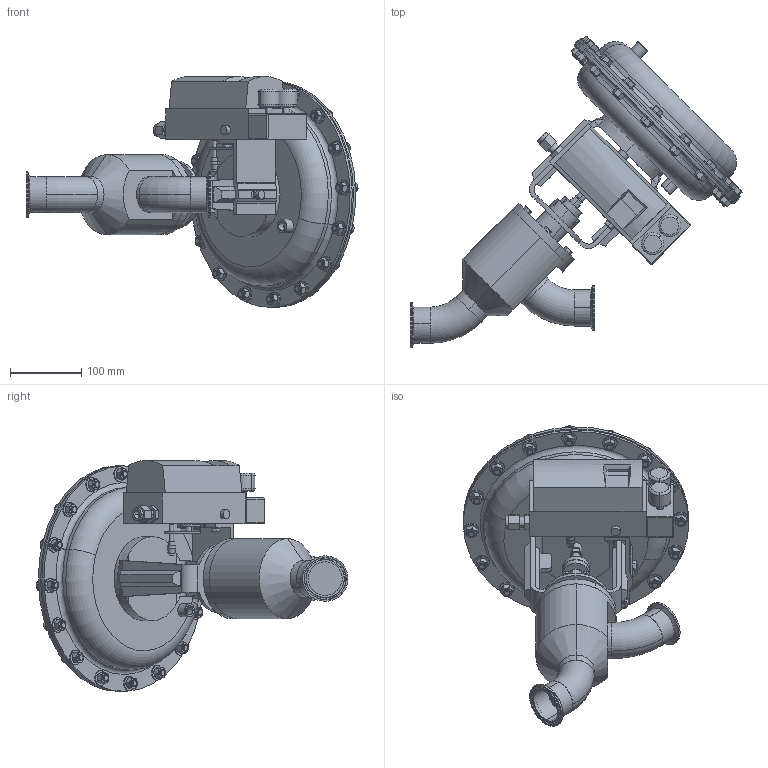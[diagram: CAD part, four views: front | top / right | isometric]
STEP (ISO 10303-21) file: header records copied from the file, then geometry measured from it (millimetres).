
FILE_DESCRIPTION (( 'STEP AP203' ), '1' );
FILE_NAME ('978NSP-200-JD-55M-16IQ.STEP', '2017-06-13T15:21:43', ( '' ), ( '' ), 'SwSTEP 2.0', 'SolidWorks 2014', '' );
FILE_SCHEMA (( 'CONFIG_CONTROL_DESIGN' ));
Length unit declared in the file: inch
Products named in the file (2): 978NSP-200-JD-55M-16IQ
Bounding box: 466.99 x 438.52 x 324.8 mm (x, y, z)
Volume: 8112348.3 mm3; surface area: 513123.1 mm2
Topology: 1 solids, 1 shells, 1249 faces, 2858 edges, 1745 vertices
Faces by surface type: plane 533, cone 429, cylinder 253, torus 28, bspline 4, sphere 2
Entity records: 37766 total; most frequent: CARTESIAN_POINT 10255, ORIENTED_EDGE 5708, DIRECTION 5591, EDGE_CURVE 2854, AXIS2_PLACEMENT_3D 2245, VERTEX_POINT 1745, EDGE_LOOP 1395, FACE_OUTER_BOUND 1249
